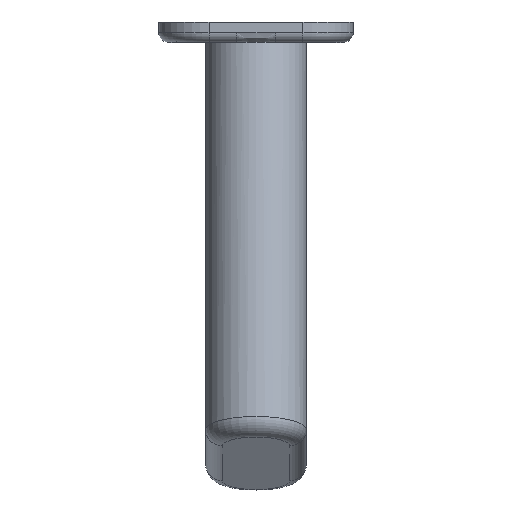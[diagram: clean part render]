
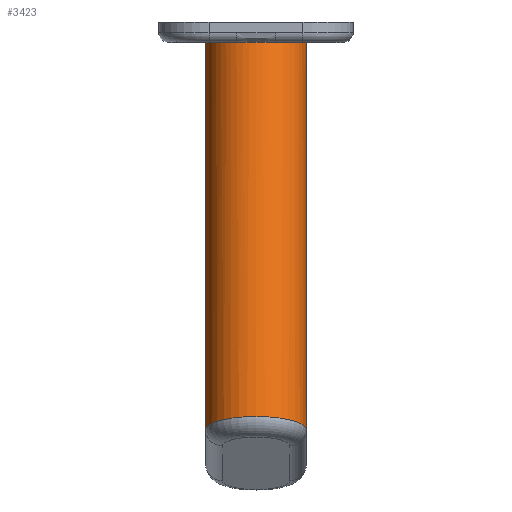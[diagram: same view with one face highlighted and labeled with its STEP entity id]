
A CAD part, top view. The second image highlights one B-rep face of the part: STEP entity #3423.
In plain terms, the highlighted cylindrical face has radius 15 mm (diameter 30 mm), a partial arc.
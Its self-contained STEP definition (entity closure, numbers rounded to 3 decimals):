
#42 = ORIENTED_EDGE ( 'NONE', *, *, #1869, .T. ) ;
#120 = CARTESIAN_POINT ( 'NONE',  ( 0., 80.037, -0.74 ) ) ;
#192 =( BOUNDED_CURVE ( )  B_SPLINE_CURVE ( 3, ( #1082, #4958, #2953, #694 ),
 .UNSPECIFIED., .F., .F. ) 
 B_SPLINE_CURVE_WITH_KNOTS ( ( 4, 4 ),
 ( 5.882, 6.685 ),
 .UNSPECIFIED. ) 
 CURVE ( )  GEOMETRIC_REPRESENTATION_ITEM ( )  RATIONAL_B_SPLINE_CURVE ( ( 1., 0.947, 0.947, 1. ) ) 
 REPRESENTATION_ITEM ( '' )  );
#247 = EDGE_CURVE ( 'NONE', #1900, #3548, #3087, .T. ) ;
#258 = CARTESIAN_POINT ( 'NONE',  ( -15., -115.564, 51.671 ) ) ;
#291 = ORIENTED_EDGE ( 'NONE', *, *, #247, .T. ) ;
#434 = DIRECTION ( 'NONE',  ( 0., -0.966, 0.259 ) ) ;
#694 = CARTESIAN_POINT ( 'NONE',  ( 5.861, 0., 35. ) ) ;
#822 = ORIENTED_EDGE ( 'NONE', *, *, #1186, .F. ) ;
#895 = DIRECTION ( 'NONE',  ( 0., -0.966, 0.259 ) ) ;
#1063 = CARTESIAN_POINT ( 'NONE',  ( -5.861, 0., 35. ) ) ;
#1082 = CARTESIAN_POINT ( 'NONE',  ( -5.861, 0., 35. ) ) ;
#1186 = EDGE_CURVE ( 'NONE', #4575, #1776, #192, .T. ) ;
#1237 = DIRECTION ( 'NONE',  ( 0., -0.259, -0.966 ) ) ;
#1434 = CARTESIAN_POINT ( 'NONE',  ( -15., 0., 27.131 ) ) ;
#1637 = CARTESIAN_POINT ( 'NONE',  ( 15., -115.564, 51.671 ) ) ;
#1638 = CARTESIAN_POINT ( 'NONE',  ( 11.574, 0., 32.489 ) ) ;
#1649 = ORIENTED_EDGE ( 'NONE', *, *, #3124, .F. ) ;
#1660 = CARTESIAN_POINT ( 'NONE',  ( 15., 0., 27.131 ) ) ;
#1752 =( BOUNDED_CURVE ( )  B_SPLINE_CURVE ( 3, ( #3148, #1638, #1660, #4676 ),
 .UNSPECIFIED., .F., .F. ) 
 B_SPLINE_CURVE_WITH_KNOTS ( ( 4, 4 ),
 ( 0.401, 1.571 ),
 .UNSPECIFIED. ) 
 CURVE ( )  GEOMETRIC_REPRESENTATION_ITEM ( )  RATIONAL_B_SPLINE_CURVE ( ( 1., 0.889, 0.889, 1. ) ) 
 REPRESENTATION_ITEM ( '' )  );
#1776 = VERTEX_POINT ( 'NONE', #2558 ) ;
#1869 = EDGE_CURVE ( 'NONE', #3548, #4160, #1948, .T. ) ;
#1900 = VERTEX_POINT ( 'NONE', #2688 ) ;
#1948 = CIRCLE ( 'NONE', #4793, 15. ) ;
#1966 = EDGE_CURVE ( 'NONE', #1776, #2681, #1752, .T. ) ;
#2009 = FACE_OUTER_BOUND ( 'NONE', #2779, .T. ) ;
#2217 = ORIENTED_EDGE ( 'NONE', *, *, #3806, .F. ) ;
#2272 = CARTESIAN_POINT ( 'NONE',  ( -15., 80.037, -0.74 ) ) ;
#2395 = AXIS2_PLACEMENT_3D ( 'NONE', #120, #895, #1237 ) ;
#2490 = VECTOR ( 'NONE', #434, 1000. ) ;
#2558 = CARTESIAN_POINT ( 'NONE',  ( 5.861, 0., 35. ) ) ;
#2681 = VERTEX_POINT ( 'NONE', #2840 ) ;
#2688 = CARTESIAN_POINT ( 'NONE',  ( -15., 0., 20.706 ) ) ;
#2779 = EDGE_LOOP ( 'NONE', ( #291, #42, #2217, #3875, #822, #1649 ) ) ;
#2840 = CARTESIAN_POINT ( 'NONE',  ( 15., 0., 20.706 ) ) ;
#2953 = CARTESIAN_POINT ( 'NONE',  ( 2.063, 0., 36.669 ) ) ;
#3053 = DIRECTION ( 'NONE',  ( 0., 0.966, -0.259 ) ) ;
#3087 = LINE ( 'NONE', #2272, #4155 ) ;
#3124 = EDGE_CURVE ( 'NONE', #1900, #4575, #4357, .T. ) ;
#3148 = CARTESIAN_POINT ( 'NONE',  ( 5.861, 0., 35. ) ) ;
#3160 = CYLINDRICAL_SURFACE ( 'NONE', #2395, 15. ) ;
#3423 = ADVANCED_FACE ( 'NONE', ( #2009 ), #3160, .T. ) ;
#3548 = VERTEX_POINT ( 'NONE', #258 ) ;
#3752 = CARTESIAN_POINT ( 'NONE',  ( -15., 0., 20.706 ) ) ;
#3806 = EDGE_CURVE ( 'NONE', #2681, #4160, #4324, .T. ) ;
#3829 = DIRECTION ( 'NONE',  ( 0., -0.966, 0.259 ) ) ;
#3875 = ORIENTED_EDGE ( 'NONE', *, *, #1966, .F. ) ;
#4155 = VECTOR ( 'NONE', #3829, 1000. ) ;
#4160 = VERTEX_POINT ( 'NONE', #1637 ) ;
#4225 = DIRECTION ( 'NONE',  ( 0., -0.259, -0.966 ) ) ;
#4324 = LINE ( 'NONE', #4776, #2490 ) ;
#4357 =( BOUNDED_CURVE ( )  B_SPLINE_CURVE ( 3, ( #3752, #1434, #4539, #1063 ),
 .UNSPECIFIED., .F., .T. ) 
 B_SPLINE_CURVE_WITH_KNOTS ( ( 4, 4 ),
 ( 4.712, 5.882 ),
 .UNSPECIFIED. ) 
 CURVE ( )  GEOMETRIC_REPRESENTATION_ITEM ( )  RATIONAL_B_SPLINE_CURVE ( ( 1., 0.889, 0.889, 1. ) ) 
 REPRESENTATION_ITEM ( '' )  );
#4539 = CARTESIAN_POINT ( 'NONE',  ( -11.574, 0., 32.489 ) ) ;
#4575 = VERTEX_POINT ( 'NONE', #4660 ) ;
#4629 = CARTESIAN_POINT ( 'NONE',  ( 0., -115.564, 51.671 ) ) ;
#4660 = CARTESIAN_POINT ( 'NONE',  ( -5.861, 0., 35. ) ) ;
#4676 = CARTESIAN_POINT ( 'NONE',  ( 15., 0., 20.706 ) ) ;
#4776 = CARTESIAN_POINT ( 'NONE',  ( 15., 80.037, -0.74 ) ) ;
#4793 = AXIS2_PLACEMENT_3D ( 'NONE', #4629, #3053, #4225 ) ;
#4958 = CARTESIAN_POINT ( 'NONE',  ( -2.063, 0., 36.669 ) ) ;
